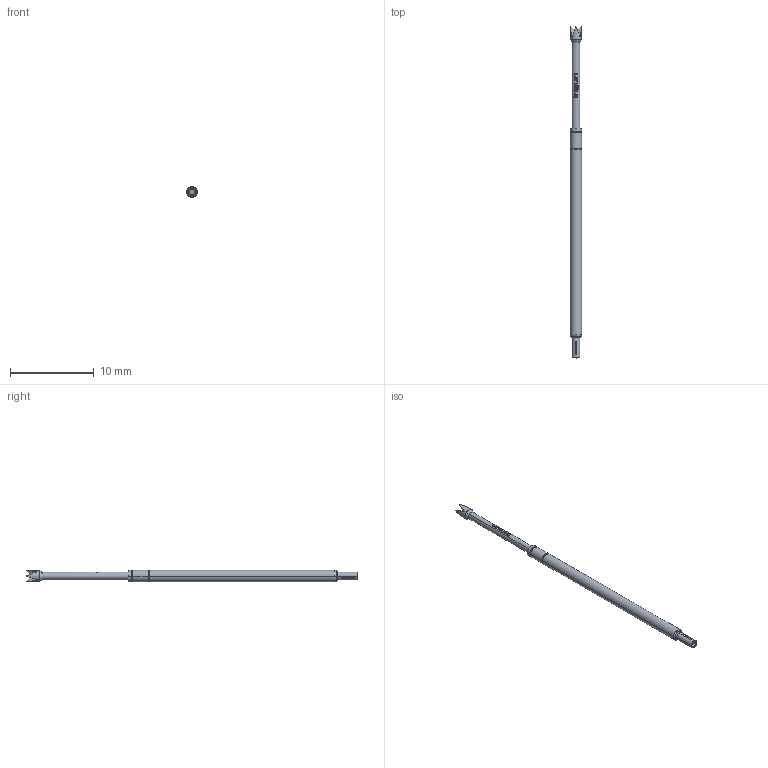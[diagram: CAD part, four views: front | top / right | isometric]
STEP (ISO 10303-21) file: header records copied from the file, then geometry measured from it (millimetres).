
FILE_DESCRIPTION (( 'STEP AP203' ), '1' );
FILE_NAME ('INGUN_S-075_214_130_A_xx00_L.STEP', '2022-01-27T14:33:24', ( 'ochi' ), ( '' ), 'SwSTEP 2.0', 'SolidWorks 2018', '' );
FILE_SCHEMA (( 'CONFIG_CONTROL_DESIGN' ));
Length unit declared in the file: millimetre
Products named in the file (1): INGUN_S-075_214_130_A_xx00_L
Bounding box: 1.37 x 39.62 x 1.37 mm (x, y, z)
Volume: 45.5 mm3; surface area: 161.4 mm2
Topology: 1 solids, 1 shells, 140 faces, 344 edges, 219 vertices
Faces by surface type: bspline 74, cylinder 25, plane 17, torus 14, cone 10
Entity records: 6313 total; most frequent: CARTESIAN_POINT 3548, ORIENTED_EDGE 688, EDGE_CURVE 344, DIRECTION 328, VERTEX_POINT 219, B_SPLINE_CURVE_WITH_KNOTS 214, EDGE_LOOP 153, FACE_OUTER_BOUND 140
